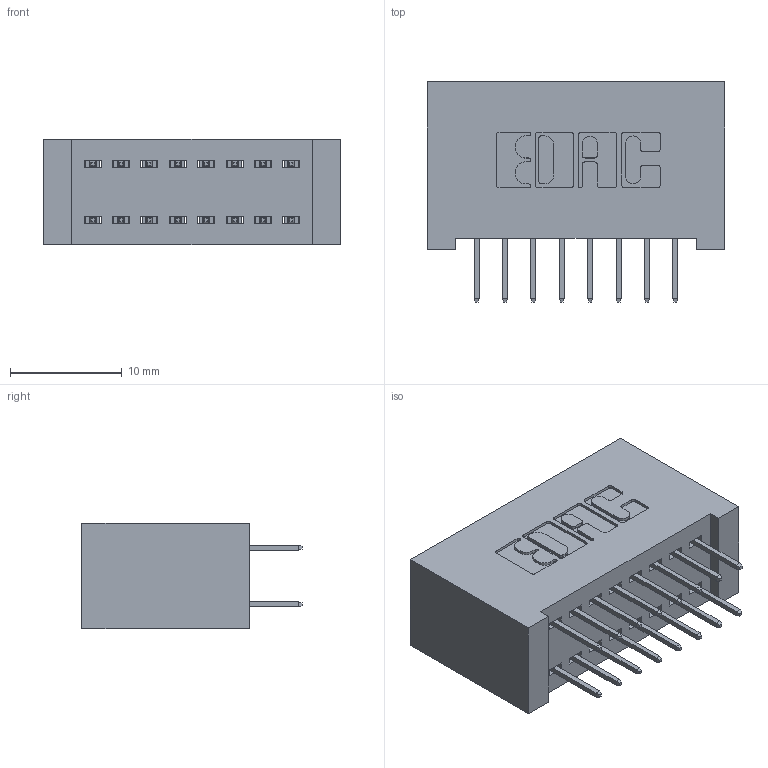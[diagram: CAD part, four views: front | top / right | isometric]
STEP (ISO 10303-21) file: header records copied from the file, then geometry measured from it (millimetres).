
FILE_DESCRIPTION (( 'STEP AP203' ), '1' );
FILE_NAME ('342-016-524-201.STEP', '2018-08-10T19:37:07', ( '' ), ( '' ), 'SwSTEP 2.0', 'SolidWorks 2016', '' );
FILE_SCHEMA (( 'CONFIG_CONTROL_DESIGN' ));
Length unit declared in the file: inch
Products named in the file (3): 342 Part_Lugless; 345-292-001_345-293-124; 342-016-524-201
Assembly tree (17 placements, depth 2):
  342-016-524-201
    342 Part_Lugless
    345-292-001_345-293-124  x16
Bounding box: 26.57 x 19.69 x 9.4 mm (x, y, z)
Volume: 2641.5 mm3; surface area: 3845.2 mm2
Topology: 17 solids, 17 shells, 998 faces, 2819 edges, 1814 vertices
Faces by surface type: plane 734, cylinder 264
Entity records: 9209 total; most frequent: CARTESIAN_POINT 1562, ORIENTED_EDGE 1498, DIRECTION 1389, EDGE_CURVE 749, VECTOR 633, LINE 633, VERTEX_POINT 494, AXIS2_PLACEMENT_3D 378
